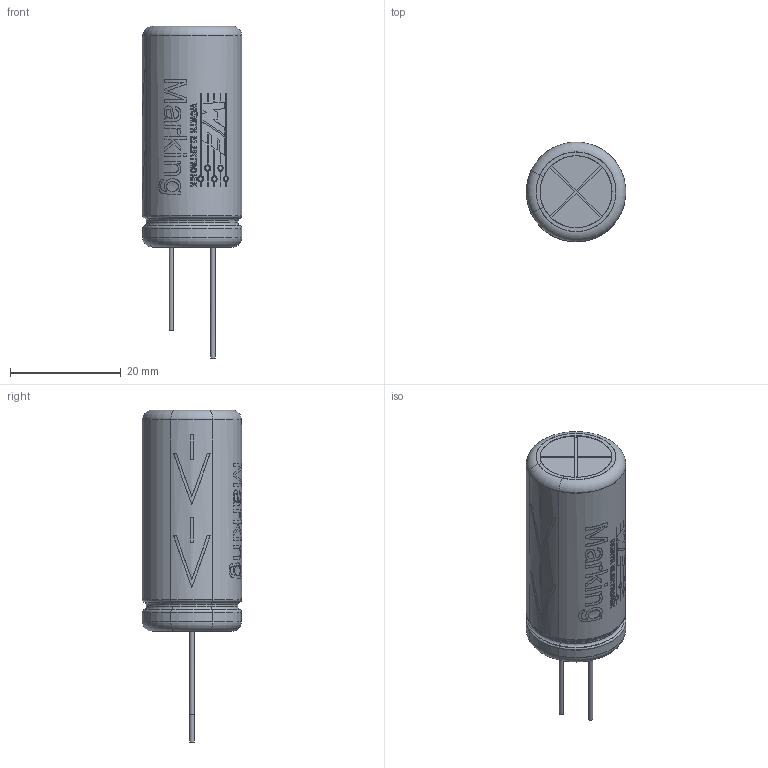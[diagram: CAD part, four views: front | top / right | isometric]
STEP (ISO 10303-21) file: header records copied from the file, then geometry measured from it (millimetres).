
FILE_DESCRIPTION(/* description */ ('Unknown'),/* implementation_level */ '2;1');
FILE_NAME(/* name */ '18x40x7.5x0.8',/* time_stamp */ '2022-12-14T10:22:28+01:00',/* author */ ('Unknown'),/* organization */ ('Unknown'),/* preprocessor_version */ 'ST-DEVELOPER v16.7',/* originating_system */ 'Solid Edge',/* authorisation */ 'Unknown');
FILE_SCHEMA (('AUTOMOTIVE_DESIGN {1 0 10303 214 3 1 1}'));
Length unit declared in the file: millimetre
Products named in the file (1): 18x40x7.5x0.8
Bounding box: 17.96 x 17.97 x 60 mm (x, y, z)
Volume: 9994.2 mm3; surface area: 7993.1 mm2
Topology: 2 solids, 3 shells, 518 faces, 1314 edges, 871 vertices
Faces by surface type: plane 278, bspline 127, cylinder 89, torus 24
Full cylindrical faces by diameter (mm): 0.8 x2, 2 x1, 2.5 x1, 4 x1, 4.5 x1, 10 x1, 10.5 x1, 12 x1, 12.5 x1, 13 x2, 14.418 x2, 16.435 x1, 16.455 x1, 17.78 x2, 17.8 x2
Entity records: 27332 total; most frequent: CARTESIAN_POINT 11987, ORIENTED_EDGE 2534, DIRECTION 2078, EDGE_CURVE 1267, VERTEX_POINT 865, AXIS2_PLACEMENT_3D 701, LINE 676, VECTOR 676
